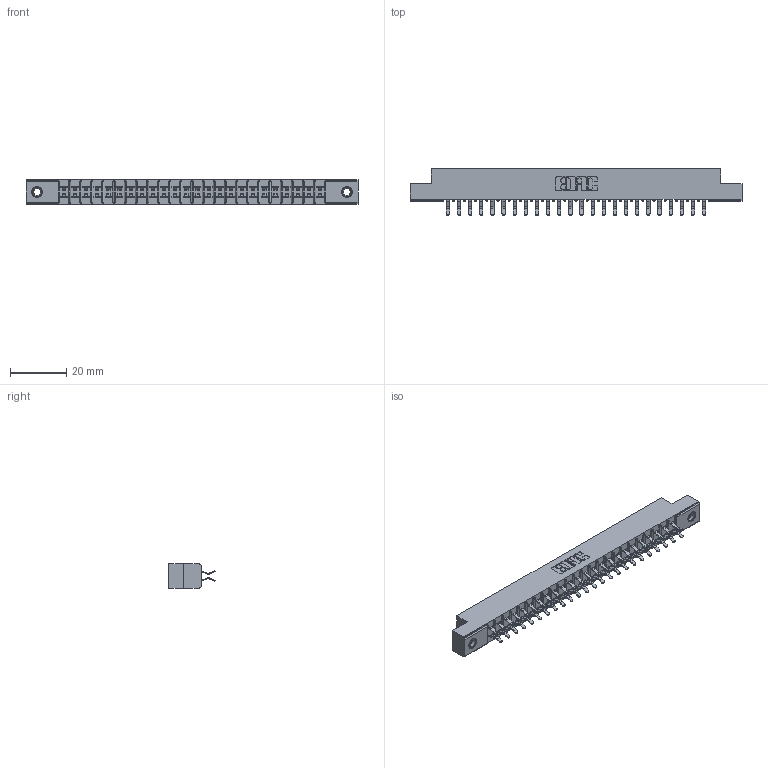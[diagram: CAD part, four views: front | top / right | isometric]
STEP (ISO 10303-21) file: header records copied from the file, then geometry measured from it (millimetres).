
FILE_DESCRIPTION (( 'STEP AP203' ), '1' );
FILE_NAME ('305-048-556-207.STEP', '2019-09-09T21:22:31', ( '' ), ( '' ), 'SwSTEP 2.0', 'SolidWorks 2016', '' );
FILE_SCHEMA (( 'CONFIG_CONTROL_DESIGN' ));
Length unit declared in the file: inch
Products named in the file (4): 345-250-001_345-250-005-103; 305-290-001_556; 305-048-556-207; 305 Part_.156 Dia
Assembly tree (51 placements, depth 2):
  305-048-556-207
    305 Part_.156 Dia
    305-290-001_556  x48
    345-250-001_345-250-005-103  x2
Bounding box: 118.11 x 16.64 x 8.71 mm (x, y, z)
Volume: 7379.7 mm3; surface area: 14121.6 mm2
Topology: 51 solids, 51 shells, 2864 faces, 8204 edges, 5332 vertices
Faces by surface type: plane 1588, cylinder 1164, sphere 96, cone 12, torus 4
Entity records: 29584 total; most frequent: CARTESIAN_POINT 4881, ORIENTED_EDGE 4836, DIRECTION 4750, EDGE_CURVE 2418, VECTOR 1928, LINE 1928, VERTEX_POINT 1542, AXIS2_PLACEMENT_3D 1411
